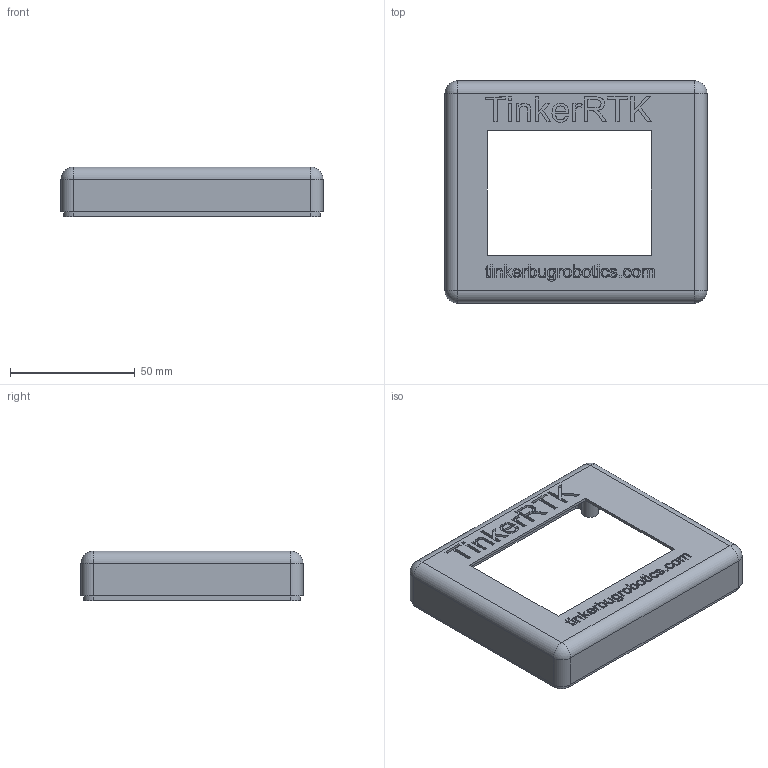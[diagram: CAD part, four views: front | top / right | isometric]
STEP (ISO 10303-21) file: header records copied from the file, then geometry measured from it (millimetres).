
FILE_DESCRIPTION(/* description */ (''),/* implementation_level */ '2;1');
FILE_NAME(/* name */ 'CaseTop.step',/* time_stamp */ '2023-12-16T12:24:08-05:00',/* author */ (''),/* organization */ (''),/* preprocessor_version */ 'ST-DEVELOPER v20',/* originating_system */ 'Autodesk Translation Framework v12.14.0.127',/* authorisation */ '');
FILE_SCHEMA (('AUTOMOTIVE_DESIGN { 1 0 10303 214 3 1 1 }'));
Length unit declared in the file: millimetre
Products named in the file (1): Top
Bounding box: 105 x 89 x 20 mm (x, y, z)
Volume: 25421.9 mm3; surface area: 28195.9 mm2
Topology: 1 solids, 1 shells, 757 faces, 1976 edges, 1282 vertices
Faces by surface type: bspline 326, plane 301, cylinder 80, torus 26, sphere 24
Full cylindrical faces by diameter (mm): 1.8 x8, 4 x4
Entity records: 26378 total; most frequent: CARTESIAN_POINT 9821, ORIENTED_EDGE 3952, DIRECTION 2424, EDGE_CURVE 1976, VERTEX_POINT 1282, LINE 1088, VECTOR 1088, EDGE_LOOP 820
